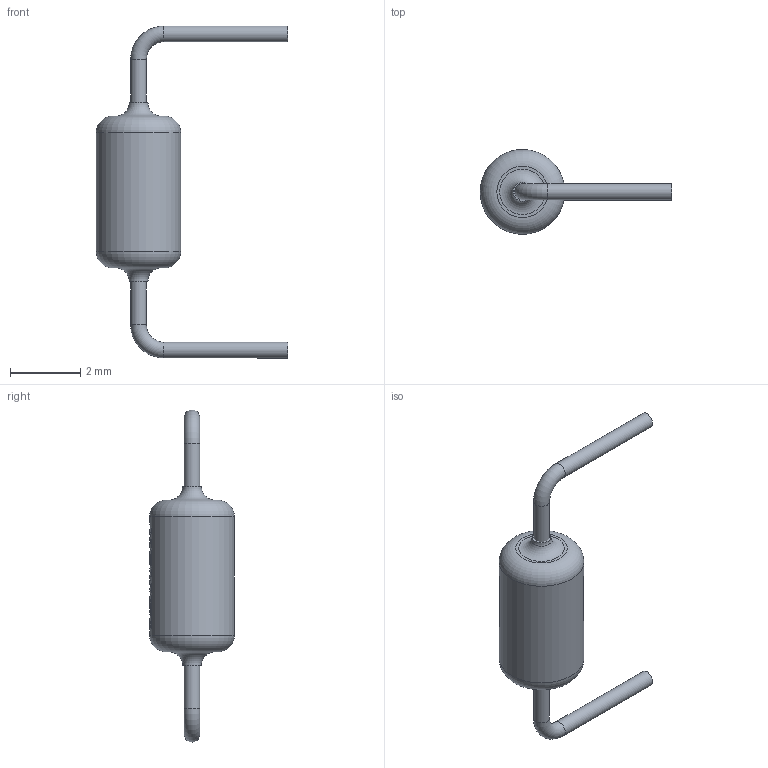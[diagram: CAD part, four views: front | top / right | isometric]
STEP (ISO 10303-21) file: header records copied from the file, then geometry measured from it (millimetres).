
FILE_DESCRIPTION(/* description */ (''),/* implementation_level */ '2;1');
FILE_NAME(/* name */ 'Cap_Cer_Axial_C410C103K5R5TA7200_Bent v1.step',/* time_stamp */ '2019-02-21T17:30:19-08:00',/* author */ (''),/* organization */ (''),/* preprocessor_version */ 'ST-DEVELOPER v17.2',/* originating_system */ 'Autodesk Translation Framework v7.6.0.251',/* authorisation */ '');
FILE_SCHEMA (('AUTOMOTIVE_DESIGN { 1 0 10303 214 3 1 1 }'));
Length unit declared in the file: millimetre
Products named in the file (2): Cap_Cer_Axial_C410C103K5R5TA7200_Bent; Component1
Assembly tree (1 placements, depth 2):
  Cap_Cer_Axial_C410C103K5R5TA7200_Bent
    Component1
Bounding box: 5.46 x 2.41 x 9.45 mm (x, y, z)
Volume: 20.1 mm3; surface area: 65.3 mm2
Topology: 3 solids, 3 shells, 76 faces, 208 edges, 143 vertices
Faces by surface type: plane 33, bspline 28, cylinder 9, torus 6
Full cylindrical faces by diameter (mm): 0.45 x4, 0.535 x1, 2.41 x1
Entity records: 2881 total; most frequent: CARTESIAN_POINT 908, ORIENTED_EDGE 416, DIRECTION 320, EDGE_CURVE 208, VERTEX_POINT 143, AXIS2_PLACEMENT_3D 108, LINE 104, VECTOR 104
